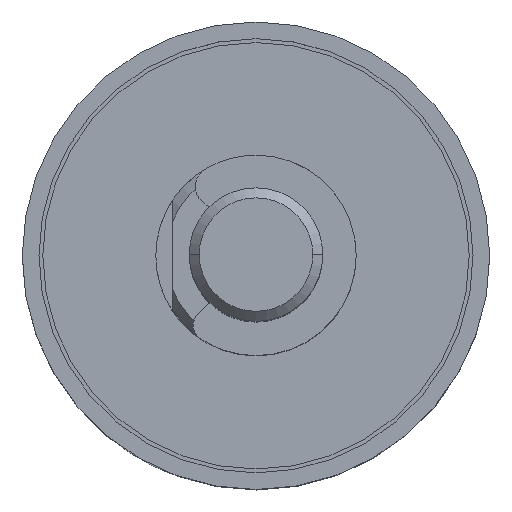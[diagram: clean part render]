
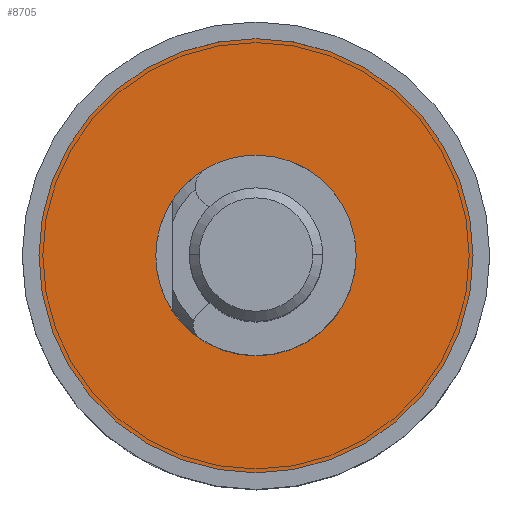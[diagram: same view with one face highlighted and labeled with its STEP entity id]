
A CAD part, top view. The second image highlights one B-rep face of the part: STEP entity #8705.
In plain terms, the highlighted planar face has unit normal (0, 0, 1).
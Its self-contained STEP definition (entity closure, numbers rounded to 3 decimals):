
#29 = EDGE_CURVE ( 'NONE', #4708, #7802, #56, .T. ) ;
#56 = CIRCLE ( 'NONE', #6690, 3. ) ;
#777 = CIRCLE ( 'NONE', #2971, 6.5 ) ;
#1021 = EDGE_CURVE ( 'NONE', #7802, #4708, #9675, .T. ) ;
#1225 = CARTESIAN_POINT ( 'NONE',  ( 0., 0., 0.5 ) ) ;
#1747 = ORIENTED_EDGE ( 'NONE', *, *, #9178, .T. ) ;
#1977 = DIRECTION ( 'NONE',  ( 1., 0., 0. ) ) ;
#2740 = FACE_BOUND ( 'NONE', #3356, .T. ) ;
#2787 = EDGE_LOOP ( 'NONE', ( #2870, #1747 ) ) ;
#2852 = ORIENTED_EDGE ( 'NONE', *, *, #1021, .T. ) ;
#2870 = ORIENTED_EDGE ( 'NONE', *, *, #7820, .T. ) ;
#2971 = AXIS2_PLACEMENT_3D ( 'NONE', #6060, #10678, #7828 ) ;
#3356 = EDGE_LOOP ( 'NONE', ( #2852, #4785 ) ) ;
#3716 = DIRECTION ( 'NONE',  ( -1., 0., 0. ) ) ;
#3990 = AXIS2_PLACEMENT_3D ( 'NONE', #11277, #4864, #11358 ) ;
#4619 = CARTESIAN_POINT ( 'NONE',  ( 0., 0., 0.5 ) ) ;
#4708 = VERTEX_POINT ( 'NONE', #5984 ) ;
#4785 = ORIENTED_EDGE ( 'NONE', *, *, #29, .T. ) ;
#4840 = CARTESIAN_POINT ( 'NONE',  ( -6.5, 0., 0.5 ) ) ;
#4864 = DIRECTION ( 'NONE',  ( 0., 0., 1. ) ) ;
#5096 = CARTESIAN_POINT ( 'NONE',  ( 3., 0., 0.5 ) ) ;
#5293 = VERTEX_POINT ( 'NONE', #4840 ) ;
#5941 = AXIS2_PLACEMENT_3D ( 'NONE', #4619, #11064, #9880 ) ;
#5984 = CARTESIAN_POINT ( 'NONE',  ( 3., 0., 0.5 ) ) ;
#6060 = CARTESIAN_POINT ( 'NONE',  ( 0., 0., 0.5 ) ) ;
#6690 = AXIS2_PLACEMENT_3D ( 'NONE', #1225, #11281, #3716 ) ;
#6759 = FACE_OUTER_BOUND ( 'NONE', #2787, .T. ) ;
#6807 = CARTESIAN_POINT ( 'NONE',  ( -3., 0., 0.5 ) ) ;
#6915 = VERTEX_POINT ( 'NONE', #11303 ) ;
#7474 = CIRCLE ( 'NONE', #3990, 6.5 ) ;
#7485 = DIRECTION ( 'NONE',  ( 0., 0., 1. ) ) ;
#7802 = VERTEX_POINT ( 'NONE', #6807 ) ;
#7820 = EDGE_CURVE ( 'NONE', #6915, #5293, #777, .T. ) ;
#7828 = DIRECTION ( 'NONE',  ( 1., 0., 0. ) ) ;
#8705 = ADVANCED_FACE ( 'NONE', ( #2740, #6759 ), #10626, .T. ) ;
#9178 = EDGE_CURVE ( 'NONE', #5293, #6915, #7474, .T. ) ;
#9622 = AXIS2_PLACEMENT_3D ( 'NONE', #5096, #7485, #1977 ) ;
#9675 = CIRCLE ( 'NONE', #5941, 3. ) ;
#9880 = DIRECTION ( 'NONE',  ( -1., 0., 0. ) ) ;
#10626 = PLANE ( 'NONE',  #9622 ) ;
#10678 = DIRECTION ( 'NONE',  ( 0., 0., 1. ) ) ;
#11064 = DIRECTION ( 'NONE',  ( 0., 0., -1. ) ) ;
#11277 = CARTESIAN_POINT ( 'NONE',  ( 0., 0., 0.5 ) ) ;
#11281 = DIRECTION ( 'NONE',  ( 0., 0., -1. ) ) ;
#11303 = CARTESIAN_POINT ( 'NONE',  ( 6.5, 0., 0.5 ) ) ;
#11358 = DIRECTION ( 'NONE',  ( 1., 0., 0. ) ) ;
